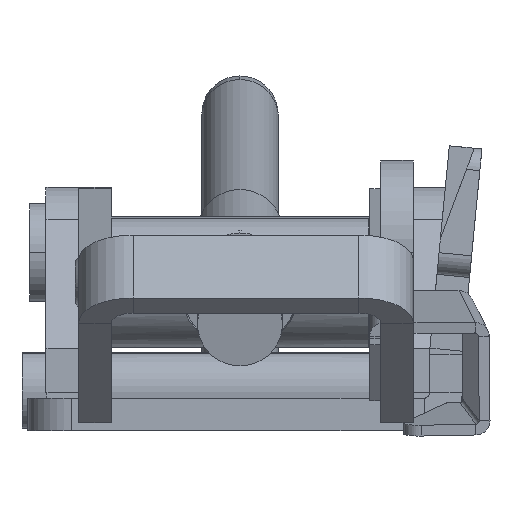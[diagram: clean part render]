
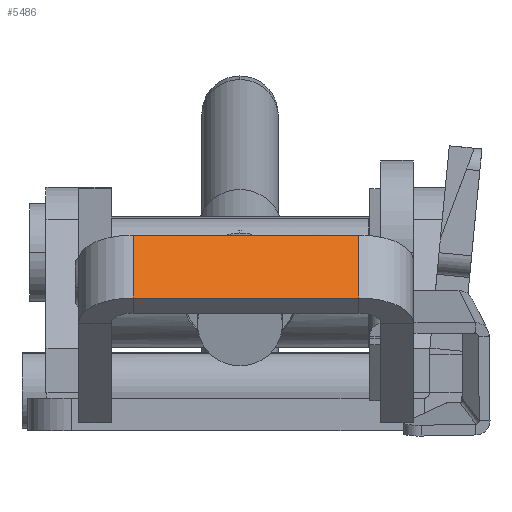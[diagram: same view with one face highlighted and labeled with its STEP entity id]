
A CAD part, front view. The second image highlights one B-rep face of the part: STEP entity #5486.
In plain terms, the highlighted face is planar.
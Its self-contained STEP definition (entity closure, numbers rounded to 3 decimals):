
#21 = EDGE_CURVE ( 'NONE', #6795, #218, #1682, .T. ) ;
#78 = VECTOR ( 'NONE', #3073, 1000. ) ;
#121 = CARTESIAN_POINT ( 'NONE',  ( 22.7, 48.111, 68.71 ) ) ;
#180 = DIRECTION ( 'NONE',  ( 0., 0.819, -0.574 ) ) ;
#213 = DIRECTION ( 'NONE',  ( -1., 0., 0. ) ) ;
#218 = VERTEX_POINT ( 'NONE', #6905 ) ;
#1026 = VECTOR ( 'NONE', #213, 1000. ) ;
#1431 = VECTOR ( 'NONE', #2277, 1000. ) ;
#1441 = CARTESIAN_POINT ( 'NONE',  ( 0., 14.282, 92.397 ) ) ;
#1450 = ORIENTED_EDGE ( 'NONE', *, *, #5776, .F. ) ;
#1587 = EDGE_CURVE ( 'NONE', #2550, #3094, #6839, .T. ) ;
#1682 = LINE ( 'NONE', #1441, #78 ) ;
#1701 = EDGE_CURVE ( 'NONE', #218, #2550, #5975, .T. ) ;
#1867 = CARTESIAN_POINT ( 'NONE',  ( 22.7, 19.607, 88.669 ) ) ;
#1989 = LINE ( 'NONE', #2694, #7051 ) ;
#2277 = DIRECTION ( 'NONE',  ( 0., 0.819, -0.574 ) ) ;
#2550 = VERTEX_POINT ( 'NONE', #1867 ) ;
#2694 = CARTESIAN_POINT ( 'NONE',  ( 2., 19.607, 88.669 ) ) ;
#3073 = DIRECTION ( 'NONE',  ( 1., 0., 0. ) ) ;
#3094 = VERTEX_POINT ( 'NONE', #4497 ) ;
#3415 = DIRECTION ( 'NONE',  ( 0., -0.574, -0.819 ) ) ;
#4371 = CARTESIAN_POINT ( 'NONE',  ( 2., 14.282, 92.397 ) ) ;
#4497 = CARTESIAN_POINT ( 'NONE',  ( 2., 19.607, 88.669 ) ) ;
#4805 = ORIENTED_EDGE ( 'NONE', *, *, #1701, .T. ) ;
#4813 = CARTESIAN_POINT ( 'NONE',  ( 0., 19.607, 88.669 ) ) ;
#4958 = EDGE_LOOP ( 'NONE', ( #1450, #6220, #4805, #6700 ) ) ;
#5486 = ADVANCED_FACE ( 'NONE', ( #6961 ), #6713, .F. ) ;
#5776 = EDGE_CURVE ( 'NONE', #6795, #3094, #1989, .T. ) ;
#5961 = DIRECTION ( 'NONE',  ( 0., 0.819, -0.574 ) ) ;
#5975 = LINE ( 'NONE', #121, #1431 ) ;
#6142 = CARTESIAN_POINT ( 'NONE',  ( 0., 48.111, 68.71 ) ) ;
#6220 = ORIENTED_EDGE ( 'NONE', *, *, #21, .T. ) ;
#6700 = ORIENTED_EDGE ( 'NONE', *, *, #1587, .T. ) ;
#6713 = PLANE ( 'NONE',  #6985 ) ;
#6795 = VERTEX_POINT ( 'NONE', #4371 ) ;
#6839 = LINE ( 'NONE', #4813, #1026 ) ;
#6905 = CARTESIAN_POINT ( 'NONE',  ( 22.7, 14.282, 92.397 ) ) ;
#6961 = FACE_OUTER_BOUND ( 'NONE', #4958, .T. ) ;
#6985 = AXIS2_PLACEMENT_3D ( 'NONE', #6142, #3415, #180 ) ;
#7051 = VECTOR ( 'NONE', #5961, 1000. ) ;
